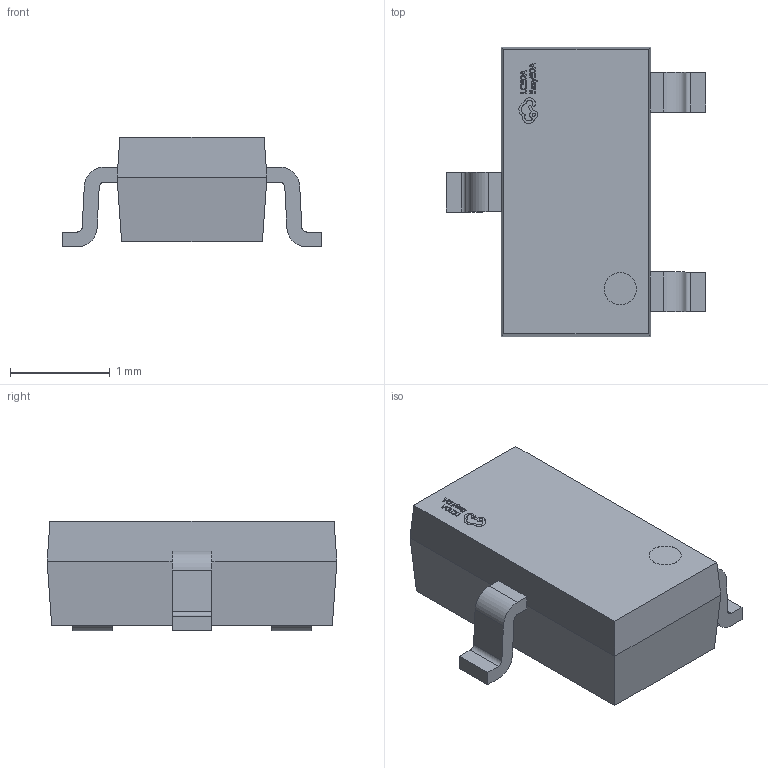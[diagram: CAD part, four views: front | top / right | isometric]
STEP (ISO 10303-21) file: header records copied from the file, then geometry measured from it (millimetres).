
FILE_DESCRIPTION (( 'STEP AP214' ), '1' );
FILE_NAME ('SOT-23-3_L2.9-W1.5-P2.0-LS2.5-BR.step', '2022-07-26T11:03:20', ( '' ), ( '' ), 'SwSTEP 2.0', 'SolidWorks 2020', '' );
FILE_SCHEMA (( 'AUTOMOTIVE_DESIGN' ));
Length unit declared in the file: millimetre
Products named in the file (1): SOT-23-3_L2.9-W1.5-P2.0-LS2.5-BR
Bounding box: 2.6 x 2.9 x 1.1 mm (x, y, z)
Volume: 4.6 mm3; surface area: 20.8 mm2
Topology: 14 solids, 14 shells, 342 faces, 914 edges, 608 vertices
Faces by surface type: plane 216, bspline 112, cylinder 14
Entity records: 15703 total; most frequent: CARTESIAN_POINT 3969, ORIENTED_EDGE 1828, DIRECTION 1176, EDGE_CURVE 914, VECTOR 658, LINE 658, VERTEX_POINT 608, EDGE_LOOP 362
